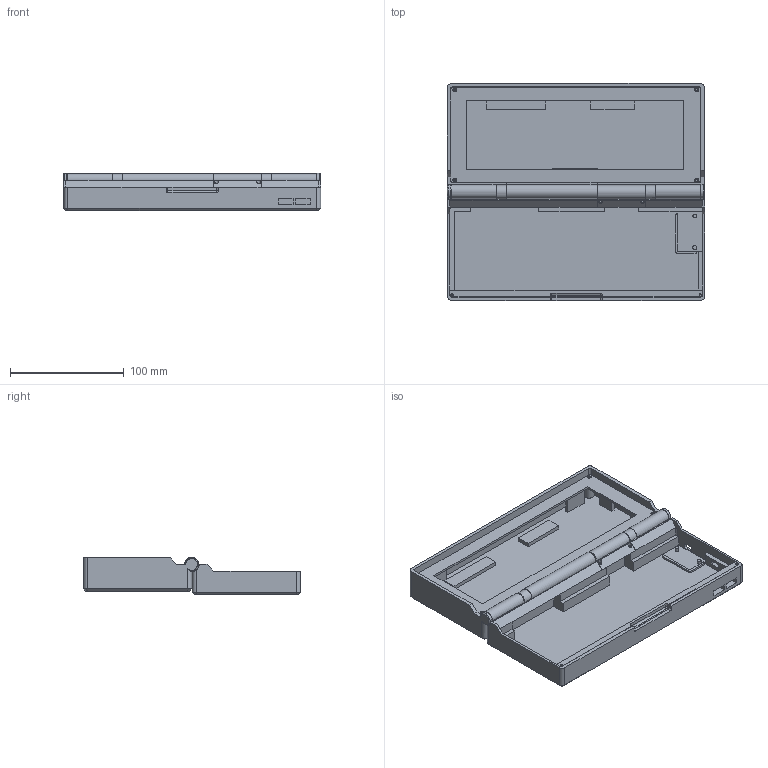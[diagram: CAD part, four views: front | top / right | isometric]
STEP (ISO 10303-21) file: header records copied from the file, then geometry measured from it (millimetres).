
FILE_DESCRIPTION(/* description */ (''),/* implementation_level */ '2;1');
FILE_NAME(/* name */ 'penkesu.computer-chassis.step',/* time_stamp */ '2022-11-30T22:57:32-07:00',/* author */ (''),/* organization */ (''),/* preprocessor_version */ 'ST-DEVELOPER v19',/* originating_system */ 'Autodesk Translation Framework v11.7.0.108',/* authorisation */ '');
FILE_SCHEMA (('AUTOMOTIVE_DESIGN { 1 0 10303 214 3 1 1 }'));
Length unit declared in the file: millimetre
Products named in the file (3): penkesu.computer-chassis; penkesu-chassis; penkesu-screen
Assembly tree (2 placements, depth 2):
  penkesu.computer-chassis
    penkesu-chassis
    penkesu-screen
Bounding box: 225.91 x 190.44 x 32.71 mm (x, y, z)
Volume: 309823.4 mm3; surface area: 187023.5 mm2
Topology: 7 solids, 7 shells, 361 faces, 937 edges, 615 vertices
Faces by surface type: plane 261, cylinder 87, cone 11, sphere 2
Full cylindrical faces by diameter (mm): 2 x8, 3.4 x2, 3.5 x14, 6 x2
Entity records: 11139 total; most frequent: CARTESIAN_POINT 1984, ORIENTED_EDGE 1874, DIRECTION 1851, EDGE_CURVE 937, LINE 735, VECTOR 735, VERTEX_POINT 615, AXIS2_PLACEMENT_3D 558
